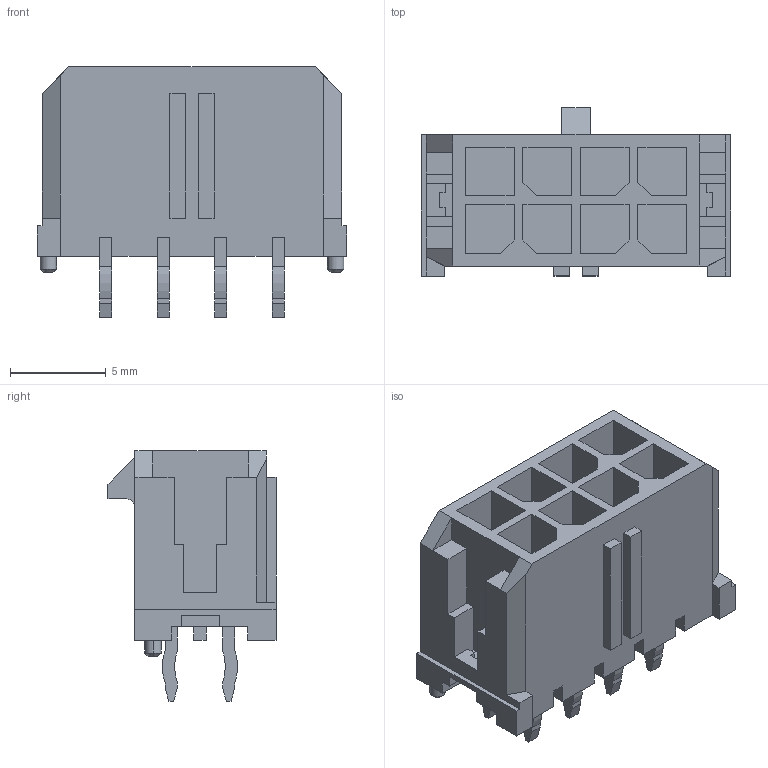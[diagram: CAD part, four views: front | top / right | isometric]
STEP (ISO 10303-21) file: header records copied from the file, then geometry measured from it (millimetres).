
FILE_DESCRIPTION((''),'2;1');
FILE_NAME('430450812','2012-06-27T',('gga'),(''),'PRO/ENGINEER BY PARAMETRIC TECHNOLOGY CORPORATION, 2011490','PRO/ENGINEER BY PARAMETRIC TECHNOLOGY CORPORATION, 2011490','');
FILE_SCHEMA(('CONFIG_CONTROL_DESIGN'));
Length unit declared in the file: millimetre
Products named in the file (1): 430450812
Bounding box: 16.15 x 8.77 x 13.09 mm (x, y, z)
Volume: 638.9 mm3; surface area: 1369.5 mm2
Topology: 1 solids, 1 shells, 323 faces, 893 edges, 589 vertices
Faces by surface type: plane 298, cylinder 21, cone 4
Entity records: 10066 total; most frequent: CARTESIAN_POINT 1771, ORIENTED_EDGE 1724, DIRECTION 1607, EDGE_CURVE 862, VECTOR 827, LINE 827, VERTEX_POINT 554, AXIS2_PLACEMENT_3D 390
